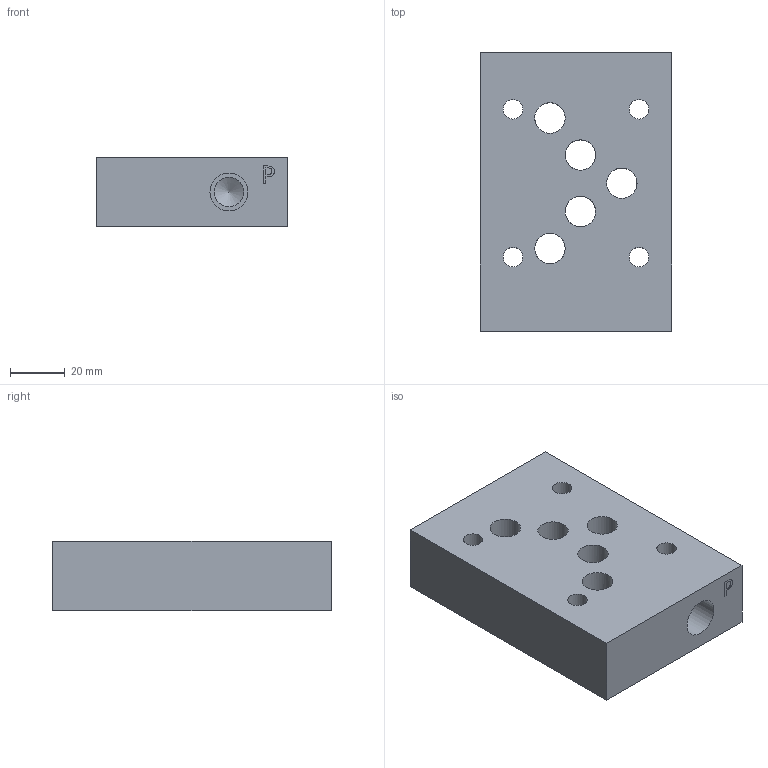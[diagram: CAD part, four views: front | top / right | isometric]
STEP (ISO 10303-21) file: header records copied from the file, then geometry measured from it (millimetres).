
FILE_DESCRIPTION(/* description */ (''),/* implementation_level */ '2;1');
FILE_NAME(/* name */ '_D05TPPT4P.stp',/* time_stamp */ '2021-06-14T11:42:02-04:00',/* author */ ('anthonyv'),/* organization */ (''),/* preprocessor_version */ 'ST-DEVELOPER v18.1',/* originating_system */ 'Autodesk Inventor 2021',/* authorisation */ '');
FILE_SCHEMA (('AUTOMOTIVE_DESIGN { 1 0 10303 214 3 1 1 }'));
Length unit declared in the file: millimetre
Products named in the file (1): Part_AD05TPPT4B_3D
Bounding box: 69.85 x 101.6 x 25.4 mm (x, y, z)
Volume: 159315.7 mm3; surface area: 29555.1 mm2
Topology: 1 solids, 1 shells, 376 faces, 1031 edges, 695 vertices
Faces by surface type: plane 268, bspline 73, cylinder 23, cone 12
Full cylindrical faces by diameter (mm): 7.137 x4, 10.719 x2, 11.113 x3, 11.125 x7, 13.868 x2, 15.875 x5
Entity records: 12777 total; most frequent: CARTESIAN_POINT 3256, ORIENTED_EDGE 2058, DIRECTION 1552, EDGE_CURVE 1029, LINE 792, VECTOR 792, VERTEX_POINT 695, EDGE_LOOP 434
